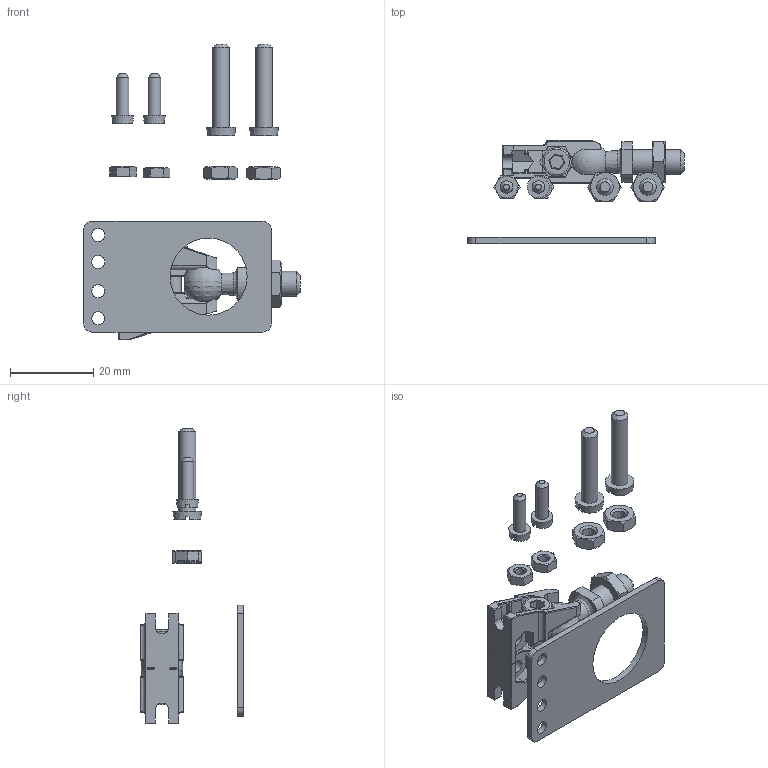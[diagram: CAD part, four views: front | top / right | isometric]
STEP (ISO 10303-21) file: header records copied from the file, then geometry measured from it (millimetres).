
FILE_DESCRIPTION((''),'2;1');
FILE_NAME('AY000117.stp','2011-12-11T10:31:06',('Administrator'),(''),'Autodesk Inventor 11','Autodesk Inventor 11','');
FILE_SCHEMA(('AUTOMOTIVE_DESIGN { 1 0 10303 214 1 1 1 1 }'));
Length unit declared in the file: millimetre
Products named in the file (9): AY000117; Klammern; Kugelkopf; M6 Mutter; M4 x 0,7 Mutter; M3 x10  Schlitz-Schraube; M3 x0,5 Mutter; M4 x20  Schlitz-Schraube
Assembly tree (12 placements, depth 2):
  AY000117
    Klammern
    Kugelkopf
    M6 Mutter
    AY000117
    M4 x 0,7 Mutter  x2
    M3 x10  Schlitz-Schraube  x2
    M3 x0,5 Mutter  x2
    M4 x20  Schlitz-Schraube  x2
Bounding box: 52.03 x 24.68 x 70.97 mm (x, y, z)
Volume: 5928.2 mm3; surface area: 7495.9 mm2
Topology: 12 solids, 12 shells, 494 faces, 1242 edges, 755 vertices
Faces by surface type: plane 173, cylinder 163, bspline 94, cone 34, sphere 25, torus 5
Full cylindrical faces by diameter (mm): 3 x2, 3.1 x4, 3.4 x2, 4 x4, 4.4 x2, 6 x1, 6.9 x1, 18.5 x1
Entity records: 19282 total; most frequent: CARTESIAN_POINT 8952, ORIENTED_EDGE 2118, DIRECTION 2016, EDGE_CURVE 1059, AXIS2_PLACEMENT_3D 718, VERTEX_POINT 678, VECTOR 580, LINE 580
